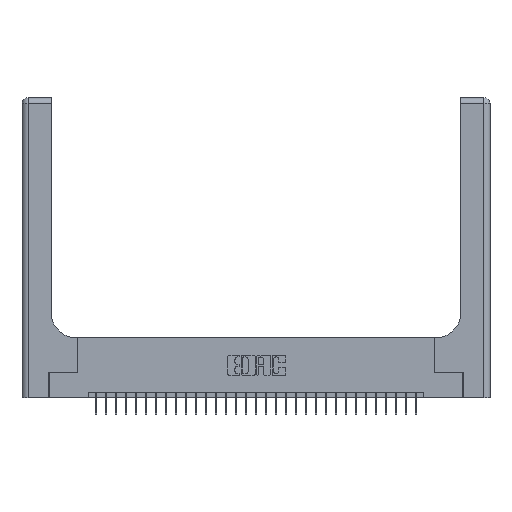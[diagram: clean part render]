
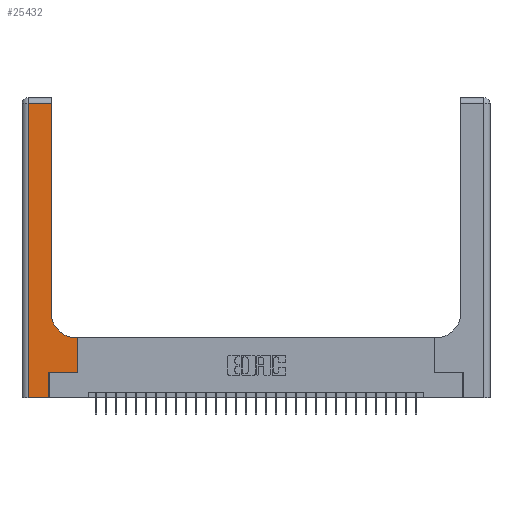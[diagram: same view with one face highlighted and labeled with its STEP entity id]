
A CAD part, top view. The second image highlights one B-rep face of the part: STEP entity #25432.
In plain terms, the highlighted planar face has unit normal (0, 0, 1).
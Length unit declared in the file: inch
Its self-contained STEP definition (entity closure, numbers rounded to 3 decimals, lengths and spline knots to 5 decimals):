
#12 = VECTOR ( 'NONE', #14235, 39.37008 ) ;
#289 = LINE ( 'NONE', #8131, #24694 ) ;
#679 = DIRECTION ( 'NONE',  ( 0., 1., 0. ) ) ;
#782 = VECTOR ( 'NONE', #679, 39.37008 ) ;
#809 = LINE ( 'NONE', #21767, #12 ) ;
#1041 = PLANE ( 'NONE',  #10197 ) ;
#1283 = DIRECTION ( 'NONE',  ( 1., 0., 0. ) ) ;
#1697 = CARTESIAN_POINT ( 'NONE',  ( 0.269, 0.25, 0.37 ) ) ;
#1843 = EDGE_CURVE ( 'NONE', #26722, #3131, #8870, .T. ) ;
#2472 = CARTESIAN_POINT ( 'NONE',  ( 0.06, 2.94, 0.37 ) ) ;
#3023 = CARTESIAN_POINT ( 'NONE',  ( 0.06, 3., 0.37 ) ) ;
#3131 = VERTEX_POINT ( 'NONE', #11563 ) ;
#3141 = FACE_OUTER_BOUND ( 'NONE', #17291, .T. ) ;
#3601 = DIRECTION ( 'NONE',  ( -1., 0., 0. ) ) ;
#3653 = VECTOR ( 'NONE', #4237, 39.37008 ) ;
#4237 = DIRECTION ( 'NONE',  ( -1., 0., 0. ) ) ;
#4576 = ORIENTED_EDGE ( 'NONE', *, *, #6718, .T. ) ;
#5364 = ORIENTED_EDGE ( 'NONE', *, *, #30223, .T. ) ;
#6239 = LINE ( 'NONE', #18157, #24709 ) ;
#6609 = VERTEX_POINT ( 'NONE', #2472 ) ;
#6718 = EDGE_CURVE ( 'NONE', #28713, #6609, #6239, .T. ) ;
#6932 = ORIENTED_EDGE ( 'NONE', *, *, #23566, .T. ) ;
#7348 = LINE ( 'NONE', #3023, #13326 ) ;
#7363 = ORIENTED_EDGE ( 'NONE', *, *, #24009, .T. ) ;
#8131 = CARTESIAN_POINT ( 'NONE',  ( 0.2915, 3., 0.37 ) ) ;
#8870 = LINE ( 'NONE', #1697, #14044 ) ;
#9479 = EDGE_CURVE ( 'NONE', #23027, #12349, #22967, .T. ) ;
#9647 = VERTEX_POINT ( 'NONE', #17412 ) ;
#10197 = AXIS2_PLACEMENT_3D ( 'NONE', #13697, #18705, #3601 ) ;
#11563 = CARTESIAN_POINT ( 'NONE',  ( 0.5585, 0.25, 0.37 ) ) ;
#12085 = EDGE_CURVE ( 'NONE', #15386, #26722, #28163, .T. ) ;
#12142 = ORIENTED_EDGE ( 'NONE', *, *, #9479, .T. ) ;
#12349 = VERTEX_POINT ( 'NONE', #28830 ) ;
#13326 = VECTOR ( 'NONE', #23152, 39.37008 ) ;
#13697 = CARTESIAN_POINT ( 'NONE',  ( 0., 3., 0.37 ) ) ;
#14044 = VECTOR ( 'NONE', #1283, 39.37008 ) ;
#14235 = DIRECTION ( 'NONE',  ( 1., 0., 0. ) ) ;
#14266 = LINE ( 'NONE', #28196, #782 ) ;
#14642 = CARTESIAN_POINT ( 'NONE',  ( 0.5415, 0.85, 0.37 ) ) ;
#15386 = VERTEX_POINT ( 'NONE', #31326 ) ;
#15767 = VECTOR ( 'NONE', #22663, 39.37008 ) ;
#15770 = DIRECTION ( 'NONE',  ( 0., 1., 0. ) ) ;
#16289 = VERTEX_POINT ( 'NONE', #30016 ) ;
#16377 = CARTESIAN_POINT ( 'NONE',  ( 0.2915, 2.94, 0.37 ) ) ;
#17153 = DIRECTION ( 'NONE',  ( 1., 0., 0. ) ) ;
#17291 = EDGE_LOOP ( 'NONE', ( #23843, #4576, #5364, #6932, #29989, #31495, #7363, #12142, #26944 ) ) ;
#17412 = CARTESIAN_POINT ( 'NONE',  ( 0.2915, 0.85, 0.37 ) ) ;
#18157 = CARTESIAN_POINT ( 'NONE',  ( 0., 2.94, 0.37 ) ) ;
#18705 = DIRECTION ( 'NONE',  ( 0., 0., -1. ) ) ;
#19341 = CARTESIAN_POINT ( 'NONE',  ( 0.2915, 0.6, 0.37 ) ) ;
#20150 = CARTESIAN_POINT ( 'NONE',  ( 0.269, 0., 0.37 ) ) ;
#21767 = CARTESIAN_POINT ( 'NONE',  ( 0., 0., 0.37 ) ) ;
#22464 = CIRCLE ( 'NONE', #27718, 0.25 ) ;
#22663 = DIRECTION ( 'NONE',  ( 0., 1., 0. ) ) ;
#22967 = LINE ( 'NONE', #19341, #3653 ) ;
#23027 = VERTEX_POINT ( 'NONE', #24728 ) ;
#23152 = DIRECTION ( 'NONE',  ( 0., -1., 0. ) ) ;
#23566 = EDGE_CURVE ( 'NONE', #16289, #15386, #809, .T. ) ;
#23843 = ORIENTED_EDGE ( 'NONE', *, *, #26237, .T. ) ;
#24009 = EDGE_CURVE ( 'NONE', #3131, #23027, #14266, .T. ) ;
#24302 = EDGE_CURVE ( 'NONE', #12349, #9647, #22464, .T. ) ;
#24694 = VECTOR ( 'NONE', #15770, 39.37008 ) ;
#24709 = VECTOR ( 'NONE', #30423, 39.37008 ) ;
#24728 = CARTESIAN_POINT ( 'NONE',  ( 0.5585, 0.6, 0.37 ) ) ;
#25432 = ADVANCED_FACE ( 'NONE', ( #3141 ), #1041, .F. ) ;
#26237 = EDGE_CURVE ( 'NONE', #9647, #28713, #289, .T. ) ;
#26722 = VERTEX_POINT ( 'NONE', #27653 ) ;
#26944 = ORIENTED_EDGE ( 'NONE', *, *, #24302, .T. ) ;
#27653 = CARTESIAN_POINT ( 'NONE',  ( 0.269, 0.25, 0.37 ) ) ;
#27718 = AXIS2_PLACEMENT_3D ( 'NONE', #14642, #31887, #17153 ) ;
#28163 = LINE ( 'NONE', #20150, #15767 ) ;
#28196 = CARTESIAN_POINT ( 'NONE',  ( 0.5585, 0.25, 0.37 ) ) ;
#28713 = VERTEX_POINT ( 'NONE', #16377 ) ;
#28830 = CARTESIAN_POINT ( 'NONE',  ( 0.5415, 0.6, 0.37 ) ) ;
#29989 = ORIENTED_EDGE ( 'NONE', *, *, #12085, .T. ) ;
#30016 = CARTESIAN_POINT ( 'NONE',  ( 0.06, 0., 0.37 ) ) ;
#30223 = EDGE_CURVE ( 'NONE', #6609, #16289, #7348, .T. ) ;
#30423 = DIRECTION ( 'NONE',  ( -1., 0., 0. ) ) ;
#31326 = CARTESIAN_POINT ( 'NONE',  ( 0.269, 0., 0.37 ) ) ;
#31495 = ORIENTED_EDGE ( 'NONE', *, *, #1843, .T. ) ;
#31887 = DIRECTION ( 'NONE',  ( 0., 0., -1. ) ) ;
